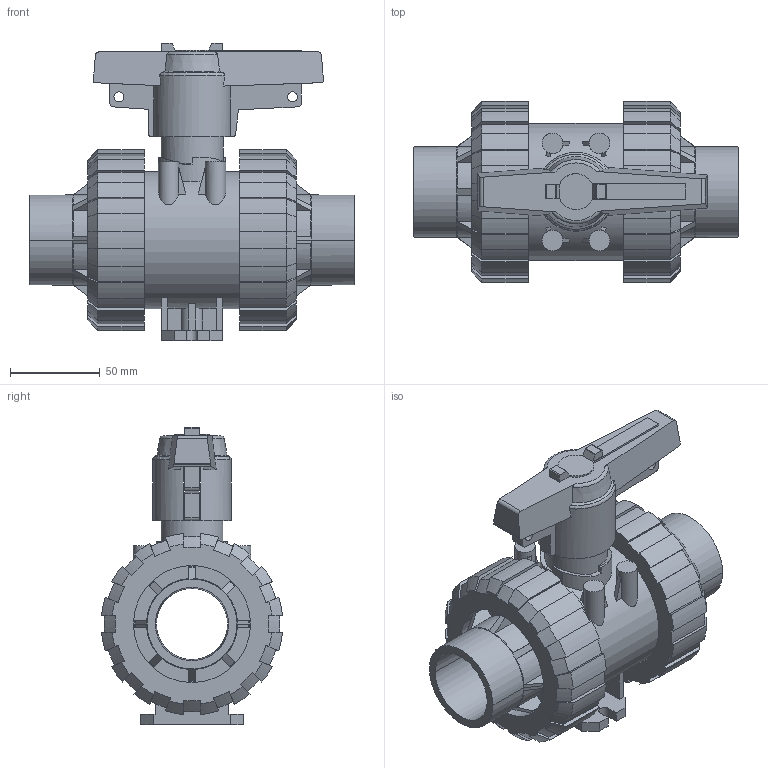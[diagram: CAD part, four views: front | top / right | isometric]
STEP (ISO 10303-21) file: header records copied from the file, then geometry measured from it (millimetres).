
FILE_DESCRIPTION((''),'2;1');
FILE_NAME('PV10053G050.stp','2022-02-16T14:02:54',('RL'),(''),'Autodesk Inventor 2012','Autodesk Inventor 2012','');
FILE_SCHEMA(('AUTOMOTIVE_DESIGN { 1 0 10303 214 1 1 1 1 }'));
Length unit declared in the file: millimetre
Products named in the file (1): PV10053G050
Bounding box: 180.5 x 100.56 x 165.37 mm (x, y, z)
Volume: 667771.5 mm3; surface area: 173515.8 mm2
Topology: 6 solids, 6 shells, 495 faces, 1422 edges, 946 vertices
Faces by surface type: plane 250, cylinder 105, cone 92, bspline 40, torus 8
Full cylindrical faces by diameter (mm): 5.5 x2, 11.4 x4, 35 x1, 50 x1, 65 x2, 76.2 x1, 77.2 x2
Entity records: 17572 total; most frequent: CARTESIAN_POINT 5107, ORIENTED_EDGE 2800, DIRECTION 2364, EDGE_CURVE 1400, VERTEX_POINT 938, AXIS2_PLACEMENT_3D 828, VECTOR 708, LINE 708
